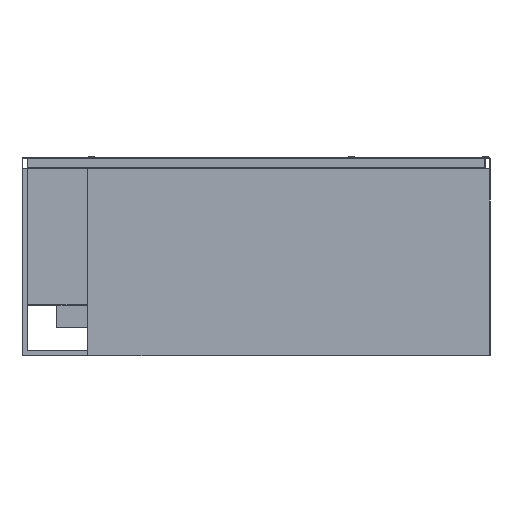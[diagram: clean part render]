
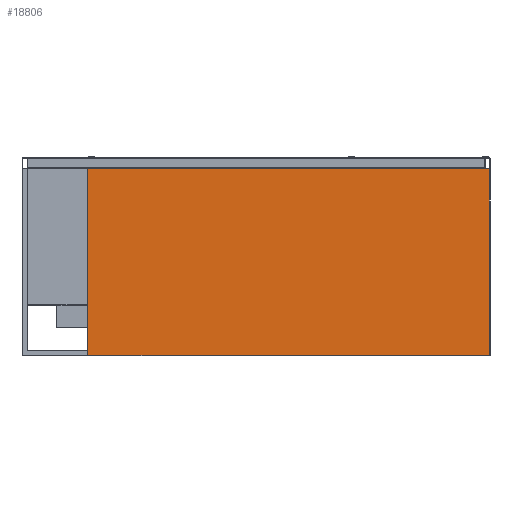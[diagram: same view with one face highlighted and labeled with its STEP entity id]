
A CAD part, front view. The second image highlights one B-rep face of the part: STEP entity #18806.
In plain terms, the highlighted planar face has unit normal (0, -1, 0).
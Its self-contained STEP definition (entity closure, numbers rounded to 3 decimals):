
#663 = CARTESIAN_POINT ( 'NONE',  ( 770.5, -350., -42. ) ) ;
#1020 = DIRECTION ( 'NONE',  ( 0., -1., 0. ) ) ;
#2537 = EDGE_CURVE ( 'NONE', #3574, #20089, #9024, .T. ) ;
#2834 = CARTESIAN_POINT ( 'NONE',  ( 770.5, -350., -758. ) ) ;
#2926 = CARTESIAN_POINT ( 'NONE',  ( -770.5, -350., -760. ) ) ;
#3385 = EDGE_CURVE ( 'NONE', #20089, #11721, #16517, .T. ) ;
#3574 = VERTEX_POINT ( 'NONE', #4605 ) ;
#3837 = ORIENTED_EDGE ( 'NONE', *, *, #14727, .T. ) ;
#4481 = CARTESIAN_POINT ( 'NONE',  ( -772.5, -350., -760. ) ) ;
#4605 = CARTESIAN_POINT ( 'NONE',  ( -770.5, -350., -42. ) ) ;
#5188 = EDGE_CURVE ( 'NONE', #6576, #3574, #17216, .T. ) ;
#6120 = ORIENTED_EDGE ( 'NONE', *, *, #3385, .T. ) ;
#6146 = DIRECTION ( 'NONE',  ( -1., 0., 0. ) ) ;
#6576 = VERTEX_POINT ( 'NONE', #663 ) ;
#9024 = LINE ( 'NONE', #2926, #15275 ) ;
#9254 = VECTOR ( 'NONE', #14401, 1000. ) ;
#9701 = CARTESIAN_POINT ( 'NONE',  ( -772.5, -350., -42. ) ) ;
#10355 = DIRECTION ( 'NONE',  ( 0., 0., -1. ) ) ;
#11018 = VECTOR ( 'NONE', #6146, 1000. ) ;
#11721 = VERTEX_POINT ( 'NONE', #2834 ) ;
#12665 = LINE ( 'NONE', #16124, #9254 ) ;
#12972 = AXIS2_PLACEMENT_3D ( 'NONE', #4481, #1020, #13649 ) ;
#13649 = DIRECTION ( 'NONE',  ( 0., 0., -1. ) ) ;
#14401 = DIRECTION ( 'NONE',  ( 0., 0., 1. ) ) ;
#14727 = EDGE_CURVE ( 'NONE', #11721, #6576, #12665, .T. ) ;
#15275 = VECTOR ( 'NONE', #10355, 1000. ) ;
#16124 = CARTESIAN_POINT ( 'NONE',  ( 770.5, -350., -760. ) ) ;
#16517 = LINE ( 'NONE', #19862, #16585 ) ;
#16585 = VECTOR ( 'NONE', #19958, 1000. ) ;
#17216 = LINE ( 'NONE', #9701, #11018 ) ;
#17732 = EDGE_LOOP ( 'NONE', ( #18055, #17897, #6120, #3837 ) ) ;
#17897 = ORIENTED_EDGE ( 'NONE', *, *, #2537, .T. ) ;
#18048 = CARTESIAN_POINT ( 'NONE',  ( -770.5, -350., -758. ) ) ;
#18055 = ORIENTED_EDGE ( 'NONE', *, *, #5188, .T. ) ;
#18295 = PLANE ( 'NONE',  #12972 ) ;
#18806 = ADVANCED_FACE ( 'Fl�che8', ( #19735 ), #18295, .T. ) ;
#19735 = FACE_OUTER_BOUND ( 'NONE', #17732, .T. ) ;
#19862 = CARTESIAN_POINT ( 'NONE',  ( -772.5, -350., -758. ) ) ;
#19958 = DIRECTION ( 'NONE',  ( 1., 0., 0. ) ) ;
#20089 = VERTEX_POINT ( 'NONE', #18048 ) ;
